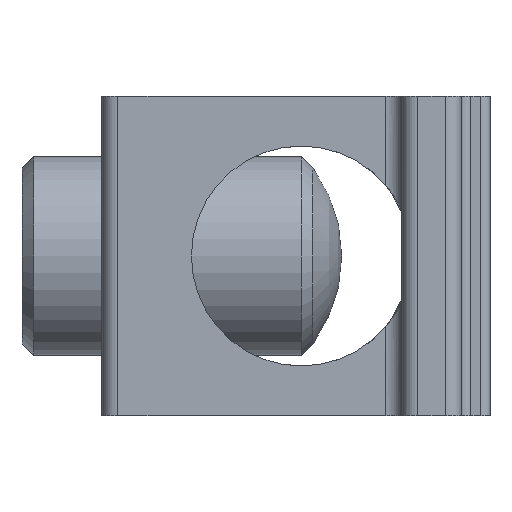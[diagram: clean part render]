
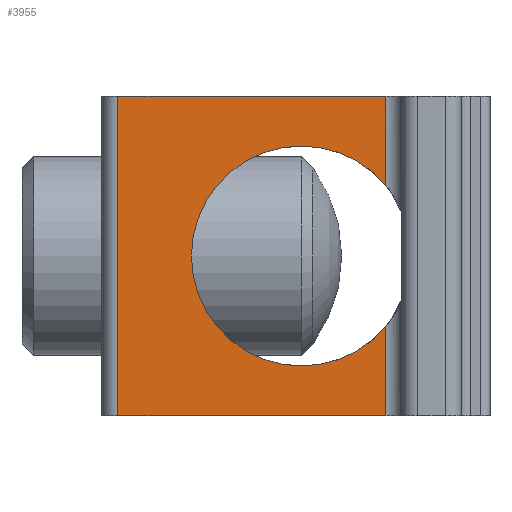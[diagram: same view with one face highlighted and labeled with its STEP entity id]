
A CAD part, left-side view. The second image highlights one B-rep face of the part: STEP entity #3955.
In plain terms, the highlighted planar face has unit normal (-1, 0, 0).
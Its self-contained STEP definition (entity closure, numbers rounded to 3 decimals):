
#1131 = PLANE('',#1132);
#1132 = AXIS2_PLACEMENT_3D('',#1133,#1134,#1135);
#1133 = CARTESIAN_POINT('',(-2.555,3.575,-12.7));
#1134 = DIRECTION('',(0.,0.,1.));
#1135 = DIRECTION('',(1.,0.,0.));
#1190 = PLANE('',#1191);
#1191 = AXIS2_PLACEMENT_3D('',#1192,#1193,#1194);
#1192 = CARTESIAN_POINT('',(-2.555,3.575,0.));
#1193 = DIRECTION('',(0.,0.,1.));
#1194 = DIRECTION('',(1.,0.,0.));
#1753 = VERTEX_POINT('',#1754);
#1754 = CARTESIAN_POINT('',(-2.168,12.459,0.));
#1773 = CYLINDRICAL_SURFACE('',#1774,0.635);
#1774 = AXIS2_PLACEMENT_3D('',#1775,#1776,#1777);
#1775 = CARTESIAN_POINT('',(-1.533,12.459,0.));
#1776 = DIRECTION('',(0.,0.,-1.));
#1777 = DIRECTION('',(-0.707,0.707,0.));
#1785 = EDGE_CURVE('',#1753,#1786,#1788,.T.);
#1786 = VERTEX_POINT('',#1787);
#1787 = CARTESIAN_POINT('',(-2.168,1.817,0.));
#1788 = SURFACE_CURVE('',#1789,(#1793,#1800),.PCURVE_S1.);
#1789 = LINE('',#1790,#1791);
#1790 = CARTESIAN_POINT('',(-2.168,13.094,0.));
#1791 = VECTOR('',#1792,1.);
#1792 = DIRECTION('',(0.,-1.,0.));
#1793 = PCURVE('',#1190,#1794);
#1794 = DEFINITIONAL_REPRESENTATION('',(#1795),#1799);
#1795 = LINE('',#1796,#1797);
#1796 = CARTESIAN_POINT('',(0.387,9.519));
#1797 = VECTOR('',#1798,1.);
#1798 = DIRECTION('',(0.,-1.));
#1799 = ( GEOMETRIC_REPRESENTATION_CONTEXT(2) 
PARAMETRIC_REPRESENTATION_CONTEXT() REPRESENTATION_CONTEXT('2D SPACE',''
  ) );
#1800 = PCURVE('',#1801,#1806);
#1801 = PLANE('',#1802);
#1802 = AXIS2_PLACEMENT_3D('',#1803,#1804,#1805);
#1803 = CARTESIAN_POINT('',(-2.168,13.094,0.));
#1804 = DIRECTION('',(-1.,0.,0.));
#1805 = DIRECTION('',(0.,0.,1.));
#1806 = DEFINITIONAL_REPRESENTATION('',(#1807),#1811);
#1807 = LINE('',#1808,#1809);
#1808 = CARTESIAN_POINT('',(0.,0.));
#1809 = VECTOR('',#1810,1.);
#1810 = DIRECTION('',(0.,-1.));
#1811 = ( GEOMETRIC_REPRESENTATION_CONTEXT(2) 
PARAMETRIC_REPRESENTATION_CONTEXT() REPRESENTATION_CONTEXT('2D SPACE',''
  ) );
#1830 = CYLINDRICAL_SURFACE('',#1831,0.635);
#1831 = AXIS2_PLACEMENT_3D('',#1832,#1833,#1834);
#1832 = CARTESIAN_POINT('',(-2.803,1.817,0.));
#1833 = DIRECTION('',(0.,0.,-1.));
#1834 = DIRECTION('',(0.707,-0.707,0.));
#2201 = CYLINDRICAL_SURFACE('',#2202,4.369);
#2202 = AXIS2_PLACEMENT_3D('',#2203,#2204,#2205);
#2203 = CARTESIAN_POINT('',(3.522,5.169,-6.35));
#2204 = DIRECTION('',(1.,0.,0.));
#2205 = DIRECTION('',(0.,1.,0.));
#2261 = EDGE_CURVE('',#2262,#2264,#2266,.T.);
#2262 = VERTEX_POINT('',#2263);
#2263 = CARTESIAN_POINT('',(-2.168,1.817,
    -9.151));
#2264 = VERTEX_POINT('',#2265);
#2265 = CARTESIAN_POINT('',(-2.168,9.538,-6.35));
#2266 = SURFACE_CURVE('',#2267,(#2272,#2279),.PCURVE_S1.);
#2267 = CIRCLE('',#2268,4.369);
#2268 = AXIS2_PLACEMENT_3D('',#2269,#2270,#2271);
#2269 = CARTESIAN_POINT('',(-2.168,5.169,-6.35));
#2270 = DIRECTION('',(1.,0.,0.));
#2271 = DIRECTION('',(0.,1.,0.));
#2272 = PCURVE('',#2201,#2273);
#2273 = DEFINITIONAL_REPRESENTATION('',(#2274),#2278);
#2274 = LINE('',#2275,#2276);
#2275 = CARTESIAN_POINT('',(0.,-5.69));
#2276 = VECTOR('',#2277,1.);
#2277 = DIRECTION('',(1.,0.));
#2278 = ( GEOMETRIC_REPRESENTATION_CONTEXT(2) 
PARAMETRIC_REPRESENTATION_CONTEXT() REPRESENTATION_CONTEXT('2D SPACE',''
  ) );
#2279 = PCURVE('',#1801,#2280);
#2280 = DEFINITIONAL_REPRESENTATION('',(#2281),#2289);
#2281 = ( BOUNDED_CURVE() B_SPLINE_CURVE(2,(#2282,#2283,#2284,#2285,
#2286,#2287,#2288),.UNSPECIFIED.,.T.,.F.) B_SPLINE_CURVE_WITH_KNOTS((1,2
    ,2,2,2,1),(-2.094,0.,2.094,4.189,
6.283,8.378),.UNSPECIFIED.) CURVE() 
GEOMETRIC_REPRESENTATION_ITEM() RATIONAL_B_SPLINE_CURVE((1.,0.5,1.,0.5,
1.,0.5,1.)) REPRESENTATION_ITEM('') );
#2282 = CARTESIAN_POINT('',(-6.35,-3.556));
#2283 = CARTESIAN_POINT('',(1.217,-3.556));
#2284 = CARTESIAN_POINT('',(-2.567,-10.109));
#2285 = CARTESIAN_POINT('',(-6.35,-16.662));
#2286 = CARTESIAN_POINT('',(-10.133,-10.109));
#2287 = CARTESIAN_POINT('',(-13.917,-3.556));
#2288 = CARTESIAN_POINT('',(-6.35,-3.556));
#2289 = ( GEOMETRIC_REPRESENTATION_CONTEXT(2) 
PARAMETRIC_REPRESENTATION_CONTEXT() REPRESENTATION_CONTEXT('2D SPACE',''
  ) );
#2899 = EDGE_CURVE('',#2264,#2900,#2902,.T.);
#2900 = VERTEX_POINT('',#2901);
#2901 = CARTESIAN_POINT('',(-2.168,1.817,
    -3.549));
#2902 = SURFACE_CURVE('',#2903,(#2908,#2915),.PCURVE_S1.);
#2903 = CIRCLE('',#2904,4.369);
#2904 = AXIS2_PLACEMENT_3D('',#2905,#2906,#2907);
#2905 = CARTESIAN_POINT('',(-2.168,5.169,-6.35));
#2906 = DIRECTION('',(1.,0.,0.));
#2907 = DIRECTION('',(0.,1.,0.));
#2908 = PCURVE('',#2201,#2909);
#2909 = DEFINITIONAL_REPRESENTATION('',(#2910),#2914);
#2910 = LINE('',#2911,#2912);
#2911 = CARTESIAN_POINT('',(-6.283,-5.69));
#2912 = VECTOR('',#2913,1.);
#2913 = DIRECTION('',(1.,0.));
#2914 = ( GEOMETRIC_REPRESENTATION_CONTEXT(2) 
PARAMETRIC_REPRESENTATION_CONTEXT() REPRESENTATION_CONTEXT('2D SPACE',''
  ) );
#2915 = PCURVE('',#1801,#2916);
#2916 = DEFINITIONAL_REPRESENTATION('',(#2917),#2925);
#2917 = ( BOUNDED_CURVE() B_SPLINE_CURVE(2,(#2918,#2919,#2920,#2921,
#2922,#2923,#2924),.UNSPECIFIED.,.T.,.F.) B_SPLINE_CURVE_WITH_KNOTS((1,2
    ,2,2,2,1),(-2.094,0.,2.094,4.189,
6.283,8.378),.UNSPECIFIED.) CURVE() 
GEOMETRIC_REPRESENTATION_ITEM() RATIONAL_B_SPLINE_CURVE((1.,0.5,1.,0.5,
1.,0.5,1.)) REPRESENTATION_ITEM('') );
#2918 = CARTESIAN_POINT('',(-6.35,-3.556));
#2919 = CARTESIAN_POINT('',(1.217,-3.556));
#2920 = CARTESIAN_POINT('',(-2.567,-10.109));
#2921 = CARTESIAN_POINT('',(-6.35,-16.662));
#2922 = CARTESIAN_POINT('',(-10.133,-10.109));
#2923 = CARTESIAN_POINT('',(-13.917,-3.556));
#2924 = CARTESIAN_POINT('',(-6.35,-3.556));
#2925 = ( GEOMETRIC_REPRESENTATION_CONTEXT(2) 
PARAMETRIC_REPRESENTATION_CONTEXT() REPRESENTATION_CONTEXT('2D SPACE',''
  ) );
#3955 = ADVANCED_FACE('',(#3956),#1801,.T.);
#3956 = FACE_BOUND('',#3957,.T.);
#3957 = EDGE_LOOP('',(#3958,#3959,#3960,#3981,#3982,#4005,#4028));
#3958 = ORIENTED_EDGE('',*,*,#2261,.T.);
#3959 = ORIENTED_EDGE('',*,*,#2899,.T.);
#3960 = ORIENTED_EDGE('',*,*,#3961,.F.);
#3961 = EDGE_CURVE('',#1786,#2900,#3962,.T.);
#3962 = SURFACE_CURVE('',#3963,(#3967,#3974),.PCURVE_S1.);
#3963 = LINE('',#3964,#3965);
#3964 = CARTESIAN_POINT('',(-2.168,1.817,0.));
#3965 = VECTOR('',#3966,1.);
#3966 = DIRECTION('',(0.,0.,-1.));
#3967 = PCURVE('',#1801,#3968);
#3968 = DEFINITIONAL_REPRESENTATION('',(#3969),#3973);
#3969 = LINE('',#3970,#3971);
#3970 = CARTESIAN_POINT('',(0.,-11.278));
#3971 = VECTOR('',#3972,1.);
#3972 = DIRECTION('',(-1.,0.));
#3973 = ( GEOMETRIC_REPRESENTATION_CONTEXT(2) 
PARAMETRIC_REPRESENTATION_CONTEXT() REPRESENTATION_CONTEXT('2D SPACE',''
  ) );
#3974 = PCURVE('',#1830,#3975);
#3975 = DEFINITIONAL_REPRESENTATION('',(#3976),#3980);
#3976 = LINE('',#3977,#3978);
#3977 = CARTESIAN_POINT('',(5.498,0.));
#3978 = VECTOR('',#3979,1.);
#3979 = DIRECTION('',(0.,1.));
#3980 = ( GEOMETRIC_REPRESENTATION_CONTEXT(2) 
PARAMETRIC_REPRESENTATION_CONTEXT() REPRESENTATION_CONTEXT('2D SPACE',''
  ) );
#3981 = ORIENTED_EDGE('',*,*,#1785,.F.);
#3982 = ORIENTED_EDGE('',*,*,#3983,.F.);
#3983 = EDGE_CURVE('',#3984,#1753,#3986,.T.);
#3984 = VERTEX_POINT('',#3985);
#3985 = CARTESIAN_POINT('',(-2.168,12.459,-12.7));
#3986 = SURFACE_CURVE('',#3987,(#3991,#3998),.PCURVE_S1.);
#3987 = LINE('',#3988,#3989);
#3988 = CARTESIAN_POINT('',(-2.168,12.459,0.));
#3989 = VECTOR('',#3990,1.);
#3990 = DIRECTION('',(0.,0.,1.));
#3991 = PCURVE('',#1801,#3992);
#3992 = DEFINITIONAL_REPRESENTATION('',(#3993),#3997);
#3993 = LINE('',#3994,#3995);
#3994 = CARTESIAN_POINT('',(0.,-0.635));
#3995 = VECTOR('',#3996,1.);
#3996 = DIRECTION('',(1.,0.));
#3997 = ( GEOMETRIC_REPRESENTATION_CONTEXT(2) 
PARAMETRIC_REPRESENTATION_CONTEXT() REPRESENTATION_CONTEXT('2D SPACE',''
  ) );
#3998 = PCURVE('',#1773,#3999);
#3999 = DEFINITIONAL_REPRESENTATION('',(#4000),#4004);
#4000 = LINE('',#4001,#4002);
#4001 = CARTESIAN_POINT('',(-0.785,0.));
#4002 = VECTOR('',#4003,1.);
#4003 = DIRECTION('',(0.,-1.));
#4004 = ( GEOMETRIC_REPRESENTATION_CONTEXT(2) 
PARAMETRIC_REPRESENTATION_CONTEXT() REPRESENTATION_CONTEXT('2D SPACE',''
  ) );
#4005 = ORIENTED_EDGE('',*,*,#4006,.T.);
#4006 = EDGE_CURVE('',#3984,#4007,#4009,.T.);
#4007 = VERTEX_POINT('',#4008);
#4008 = CARTESIAN_POINT('',(-2.168,1.817,-12.7));
#4009 = SURFACE_CURVE('',#4010,(#4014,#4021),.PCURVE_S1.);
#4010 = LINE('',#4011,#4012);
#4011 = CARTESIAN_POINT('',(-2.168,13.094,-12.7));
#4012 = VECTOR('',#4013,1.);
#4013 = DIRECTION('',(0.,-1.,0.));
#4014 = PCURVE('',#1801,#4015);
#4015 = DEFINITIONAL_REPRESENTATION('',(#4016),#4020);
#4016 = LINE('',#4017,#4018);
#4017 = CARTESIAN_POINT('',(-12.7,0.));
#4018 = VECTOR('',#4019,1.);
#4019 = DIRECTION('',(0.,-1.));
#4020 = ( GEOMETRIC_REPRESENTATION_CONTEXT(2) 
PARAMETRIC_REPRESENTATION_CONTEXT() REPRESENTATION_CONTEXT('2D SPACE',''
  ) );
#4021 = PCURVE('',#1131,#4022);
#4022 = DEFINITIONAL_REPRESENTATION('',(#4023),#4027);
#4023 = LINE('',#4024,#4025);
#4024 = CARTESIAN_POINT('',(0.387,9.519));
#4025 = VECTOR('',#4026,1.);
#4026 = DIRECTION('',(0.,-1.));
#4027 = ( GEOMETRIC_REPRESENTATION_CONTEXT(2) 
PARAMETRIC_REPRESENTATION_CONTEXT() REPRESENTATION_CONTEXT('2D SPACE',''
  ) );
#4028 = ORIENTED_EDGE('',*,*,#4029,.F.);
#4029 = EDGE_CURVE('',#2262,#4007,#4030,.T.);
#4030 = SURFACE_CURVE('',#4031,(#4035,#4042),.PCURVE_S1.);
#4031 = LINE('',#4032,#4033);
#4032 = CARTESIAN_POINT('',(-2.168,1.817,0.));
#4033 = VECTOR('',#4034,1.);
#4034 = DIRECTION('',(0.,0.,-1.));
#4035 = PCURVE('',#1801,#4036);
#4036 = DEFINITIONAL_REPRESENTATION('',(#4037),#4041);
#4037 = LINE('',#4038,#4039);
#4038 = CARTESIAN_POINT('',(0.,-11.278));
#4039 = VECTOR('',#4040,1.);
#4040 = DIRECTION('',(-1.,0.));
#4041 = ( GEOMETRIC_REPRESENTATION_CONTEXT(2) 
PARAMETRIC_REPRESENTATION_CONTEXT() REPRESENTATION_CONTEXT('2D SPACE',''
  ) );
#4042 = PCURVE('',#1830,#4043);
#4043 = DEFINITIONAL_REPRESENTATION('',(#4044),#4048);
#4044 = LINE('',#4045,#4046);
#4045 = CARTESIAN_POINT('',(5.498,0.));
#4046 = VECTOR('',#4047,1.);
#4047 = DIRECTION('',(0.,1.));
#4048 = ( GEOMETRIC_REPRESENTATION_CONTEXT(2) 
PARAMETRIC_REPRESENTATION_CONTEXT() REPRESENTATION_CONTEXT('2D SPACE',''
  ) );
